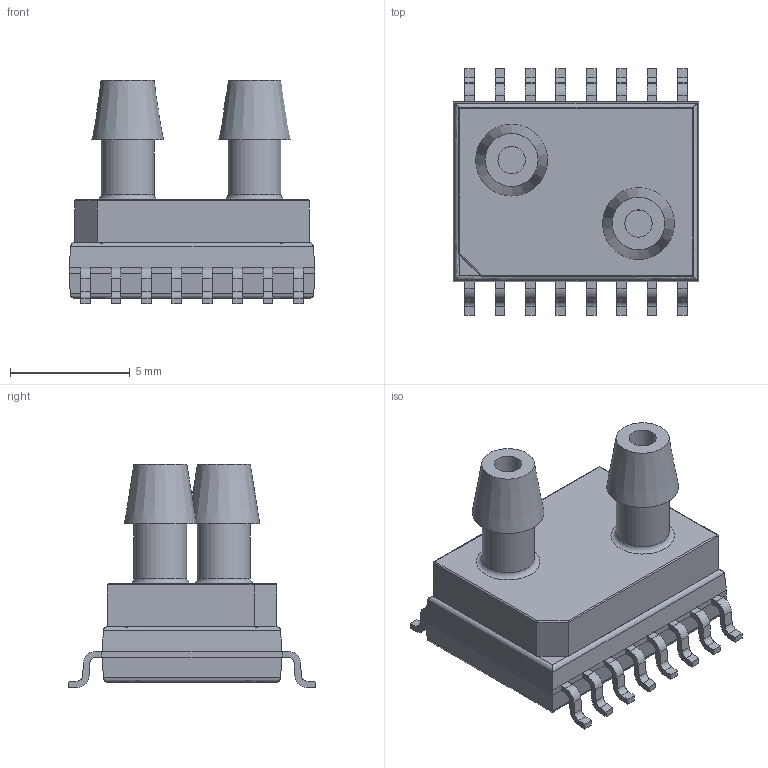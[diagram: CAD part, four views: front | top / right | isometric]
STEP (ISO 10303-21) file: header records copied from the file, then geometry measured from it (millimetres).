
FILE_DESCRIPTION(/* description */ (''),/* implementation_level */ '2;1');
FILE_NAME(/* name */ 'SM9541.step',/* time_stamp */ '2020-12-03T17:42:56+02:00',/* author */ (''),/* organization */ (''),/* preprocessor_version */ 'ST-DEVELOPER v18.1',/* originating_system */ 'Autodesk Translation Framework v9.3.0.1241',/* authorisation */ '');
FILE_SCHEMA (('AUTOMOTIVE_DESIGN { 1 0 10303 214 3 1 1 }'));
Length unit declared in the file: millimetre
Products named in the file (13): (Unsaved); Part_336719; Part_45756; Part_214890; Part_48411; Part_48661; Part_66273; Part_88901; Part_89149; Part_89772; Part_336717; Part_336718; Part_308626
Assembly tree (12 placements, depth 2):
  (Unsaved)
    Part_336719
    Part_45756
    Part_214890
    Part_48411
    Part_48661
    Part_66273
    Part_88901
    Part_89149
    Part_89772
    Part_336717
    Part_336718
    Part_308626
Bounding box: 10.26 x 10.31 x 9.36 mm (x, y, z)
Volume: 345.8 mm3; surface area: 978.6 mm2
Topology: 12 solids, 12 shells, 228 faces, 587 edges, 389 vertices
Faces by surface type: plane 143, cylinder 73, bspline 8, torus 2, cone 2
Full cylindrical faces by diameter (mm): 1.14 x2, 2.21 x2
Entity records: 8043 total; most frequent: CARTESIAN_POINT 1985, DIRECTION 1210, ORIENTED_EDGE 1174, EDGE_CURVE 587, LINE 422, VECTOR 422, AXIS2_PLACEMENT_3D 394, VERTEX_POINT 389
